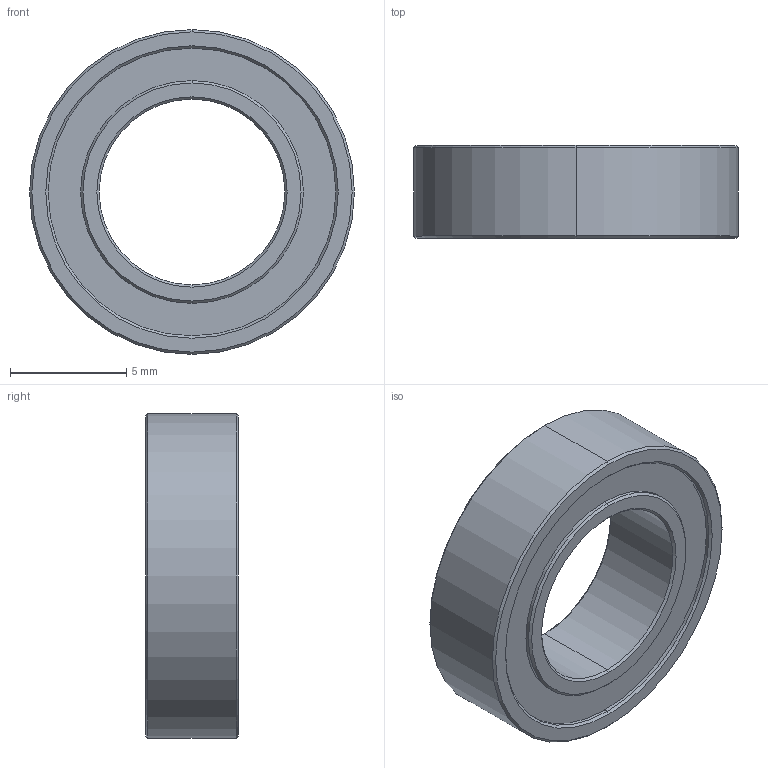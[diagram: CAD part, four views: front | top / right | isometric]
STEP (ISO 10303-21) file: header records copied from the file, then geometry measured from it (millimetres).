
FILE_DESCRIPTION (( 'STEP AP214' ), '1' );
FILE_NAME ('MR148-2RS Thrus Bearing- Thinhhouy.STEP', '2022-01-01T11:30:16', ( '' ), ( '' ), 'SwSTEP 2.0', 'SolidWorks 2018', '' );
FILE_SCHEMA (( 'AUTOMOTIVE_DESIGN' ));
Length unit declared in the file: millimetre
Products named in the file (1): MR148-2RS Thrus Bearing- Thinhhouy
Bounding box: 14 x 4 x 14 mm (x, y, z)
Volume: 389.1 mm3; surface area: 774.9 mm2
Topology: 2 solids, 2 shells, 34 faces, 68 edges, 40 vertices
Faces by surface type: cone 16, cylinder 12, plane 6
Entity records: 979 total; most frequent: DIRECTION 178, CARTESIAN_POINT 143, ORIENTED_EDGE 136, AXIS2_PLACEMENT_3D 75, EDGE_CURVE 68, EDGE_LOOP 40, CIRCLE 40, VERTEX_POINT 40
